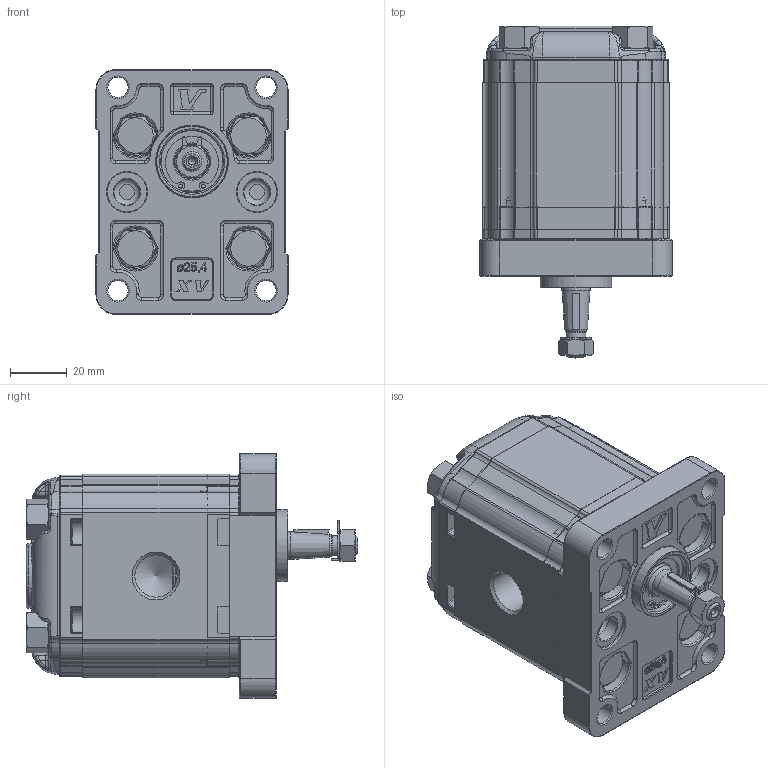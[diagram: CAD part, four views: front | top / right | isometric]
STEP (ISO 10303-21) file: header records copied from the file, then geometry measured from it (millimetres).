
FILE_DESCRIPTION( ( 'Unknown' ), '1' );
FILE_NAME( 'X1M2501FBBE.stp', 'Unknown', ( 'Unknown' ), ( 'Unknown' ), 'PSStep 14.0', 'Unknown', ' ' );
FILE_SCHEMA( ( 'AUTOMOTIVE_DESIGN { 1 0 10303 214 1 1 1 1 }' ) );
Length unit declared in the file: millimetre
Products named in the file (5): Assem1; X1M01; 1F; X1BBH52; XM101-E
Bounding box: 68 x 117.5 x 86.7 mm (x, y, z)
Surface area: 147245 mm2
Topology: 8 solids, 10 shells, 2940 faces, 7388 edges, 4592 vertices
Faces by surface type: plane 1106, cylinder 854, torus 442, bspline 212, cone 198, extrusion 112, sphere 16
Full cylindrical faces by diameter (mm): 1.447 x4, 2.5 x4, 3 x8, 7 x4, 7.15 x8, 7.25 x2, 8 x16, 8.5 x12, 9 x4, 9.3 x4, 9.92 x2, 10.5 x4, 11.445 x4, 11.965 x2, 12 x8, 12.4 x2, 14.5 x4, 14.95 x4, 15.115 x2, 17.147 x2, 19 x2, 20 x2, 21.8 x2, 22 x4, 22.2 x2, 23 x2, 25.4 x2
Entity records: 61574 total; most frequent: CARTESIAN_POINT 15726, DIRECTION 7099, ORIENTED_EDGE 6956, EDGE_CURVE 3478, AXIS2_PLACEMENT_3D 2724, VERTEX_POINT 2236, EDGE_LOOP 1750, VECTOR 1651
